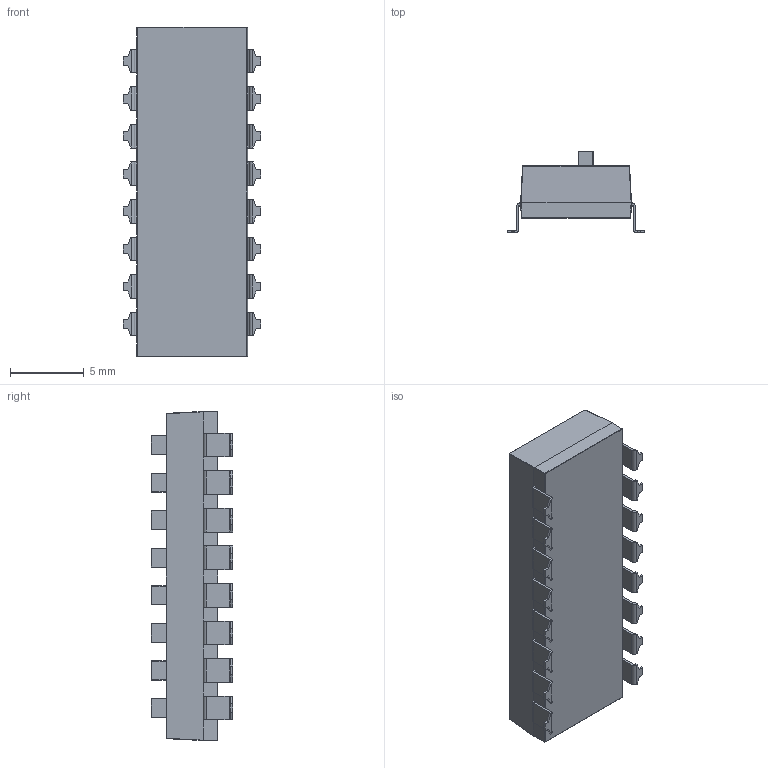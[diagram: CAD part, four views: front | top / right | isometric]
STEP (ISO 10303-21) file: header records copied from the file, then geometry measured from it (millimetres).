
FILE_DESCRIPTION( ( 'STEP AP214' ), ' ' );
FILE_NAME( 'psolqas1649260663.stp', '2017-08-23T14:49:26', ( '' ), ( '' ), ' ', 'PARTsolutions', ' ' );
FILE_SCHEMA( ( 'AUTOMOTIVE_DESIGN { 1 0 10303 214 1 1 1 1 }' ) );
Length unit declared in the file: metre
Products named in the file (1): 1
Bounding box: 9.3 x 5.5 x 22.25 mm (x, y, z)
Volume: 575.5 mm3; surface area: 936 mm2
Topology: 1 solids, 1 shells, 1207 faces, 3322 edges, 2140 vertices
Faces by surface type: plane 1023, cylinder 144, sphere 40
Entity records: 37507 total; most frequent: CARTESIAN_POINT 6758, ORIENTED_EDGE 6644, DIRECTION 5942, EDGE_CURVE 3322, LINE 2966, VECTOR 2966, VERTEX_POINT 2140, AXIS2_PLACEMENT_3D 1488
